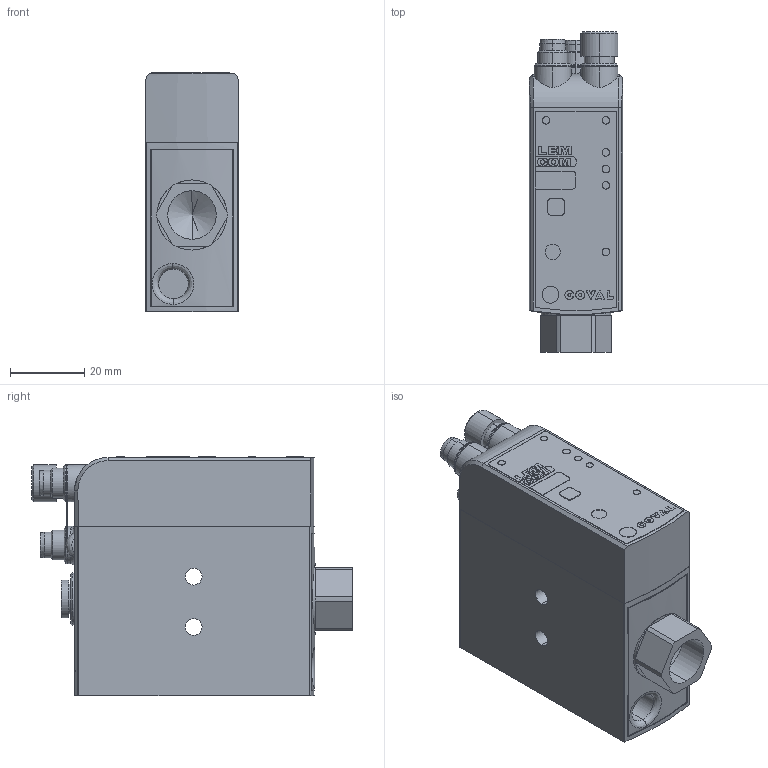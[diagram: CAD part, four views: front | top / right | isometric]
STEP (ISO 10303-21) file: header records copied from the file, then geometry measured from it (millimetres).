
FILE_DESCRIPTION(('STEP AP214'),'1');
FILE_NAME('COVAL_LEMC90X14VY2G.stp','2017-12-27T14:47:45',('TraceParts'),('TraceParts S.A.'),'Spatial InterOp 3D',' ',' ');
FILE_SCHEMA(('automotive_design'));
Length unit declared in the file: millimetre
Products named in the file (12): COVAL_LEMC90X14VY2G_1; COVAL_LEMC90X14VY2G_2; COVAL_LEMC90X14VY2G_3; COVAL_LEMC90X14VY2G_4; COVAL_LEMC90X14VY2G_5; COVAL_LEMC90X14VY2G_6; COVAL_LEMC90X14VY2G_7; COVAL_LEMC90X14VY2G_8; COVAL_LEMC90X14VY2G_9; COVAL_LEMC90X14VY2G_10; COVAL_LEMC90X14VY2G_11; COVAL_LEMC90X14VY2G_12
Bounding box: 25 x 86.1 x 64.35 mm (x, y, z)
Volume: 104403.5 mm3; surface area: 26220.8 mm2
Topology: 12 solids, 14 shells, 545 faces, 1311 edges, 844 vertices
Faces by surface type: plane 196, cylinder 190, bspline 107, cone 44, torus 8
Entity records: 23242 total; most frequent: CARTESIAN_POINT 6365, ORIENTED_EDGE 2606, DIRECTION 2376, EDGE_CURVE 1303, AXIS2_PLACEMENT_3D 879, VERTEX_POINT 844, EDGE_LOOP 621, LINE 618
